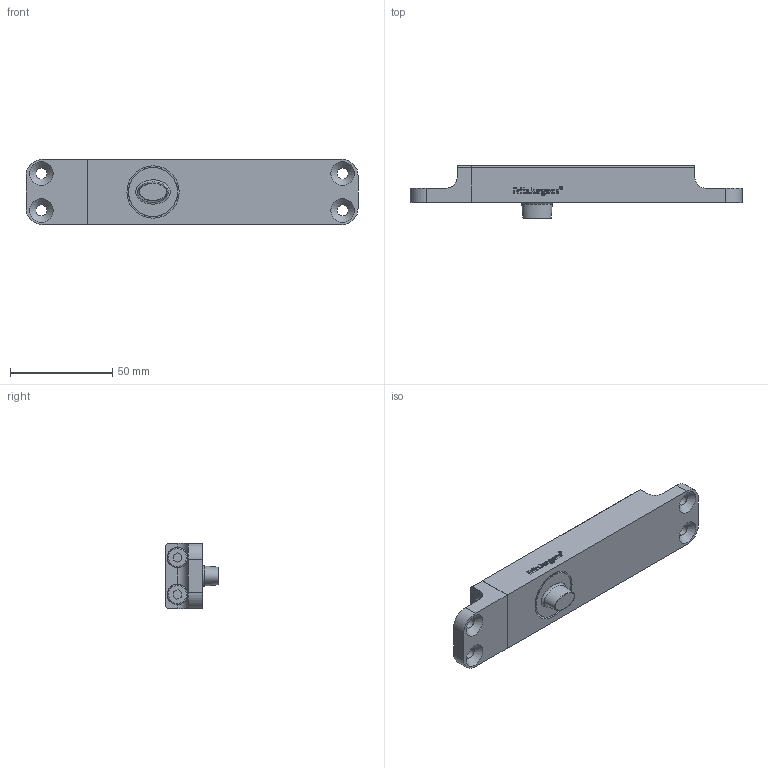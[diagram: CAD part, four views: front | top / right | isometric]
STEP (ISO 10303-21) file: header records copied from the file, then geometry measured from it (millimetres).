
FILE_DESCRIPTION (( 'STEP AP214' ), '1' );
FILE_NAME ('000913-C-FJ.BP.One.70.G - surfaces only.STEP', '2023-02-03T11:28:24', ( '' ), ( '' ), 'SwSTEP 2.0', 'SolidWorks 2021', '' );
FILE_SCHEMA (( 'AUTOMOTIVE_DESIGN' ));
Length unit declared in the file: millimetre
Products named in the file (1): 000913-C-FJ.BP.One.70.G - surfaces only
Bounding box: 162 x 25.8 x 32 mm (x, y, z)
Surface area: 18192.4 mm2 (no closed solid volume)
Topology: 0 solids, 8 shells, 160 faces, 750 edges, 577 vertices
Faces by surface type: plane 87, cylinder 63, cone 5, bspline 3, torus 2
Full cylindrical faces by diameter (mm): 1.315 x1, 1.569 x1, 5.5 x4, 10 x2, 23 x1, 24 x1, 25.5 x1
Entity records: 10174 total; most frequent: CARTESIAN_POINT 2428, DIRECTION 1330, ORIENTED_EDGE 1016, EDGE_CURVE 719, VERTEX_POINT 567, AXIS2_PLACEMENT_3D 459, VECTOR 412, LINE 412
